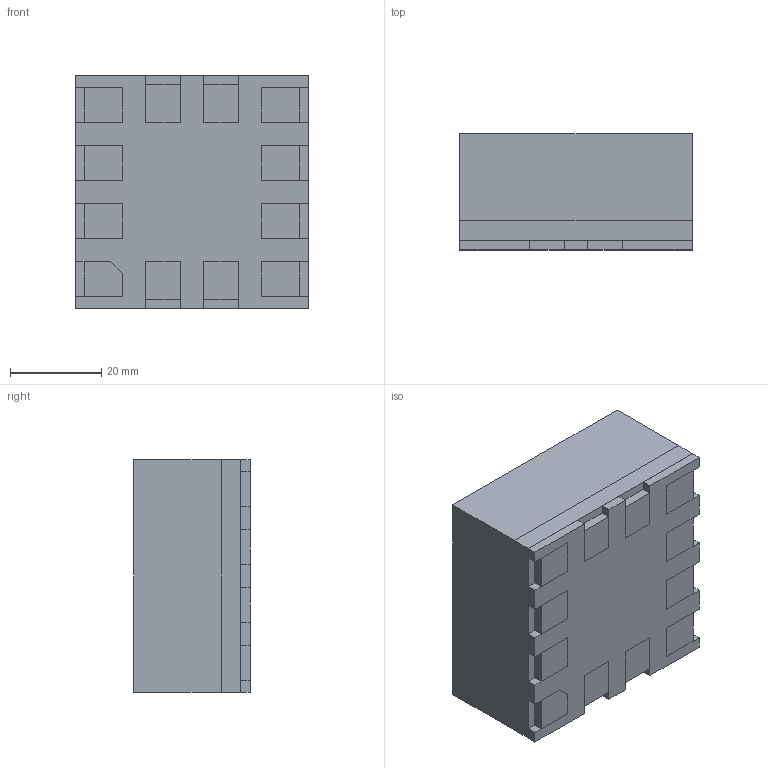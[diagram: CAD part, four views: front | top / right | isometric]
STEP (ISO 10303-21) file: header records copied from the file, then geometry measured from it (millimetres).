
FILE_DESCRIPTION (( 'STEP AP214' ), '1' );
FILE_NAME ('MC3479.STEP', '2021-11-19T10:52:55', ( '' ), ( '' ), 'SwSTEP 2.0', 'SolidWorks 2018', '' );
FILE_SCHEMA (( 'AUTOMOTIVE_DESIGN' ));
Length unit declared in the file: inch
Products named in the file (2): MC3479
Bounding box: 50.8 x 25.4 x 50.8 mm (x, y, z)
Volume: 65194.3 mm3; surface area: 23102.7 mm2
Topology: 15 solids, 15 shells, 201 faces, 477 edges, 318 vertices
Faces by surface type: plane 201
Entity records: 8493 total; most frequent: CARTESIAN_POINT 998, ORIENTED_EDGE 954, DIRECTION 883, VECTOR 477, EDGE_CURVE 477, LINE 477, VERTEX_POINT 318, LENGTH_MEASURE_WITH_UNIT 218
